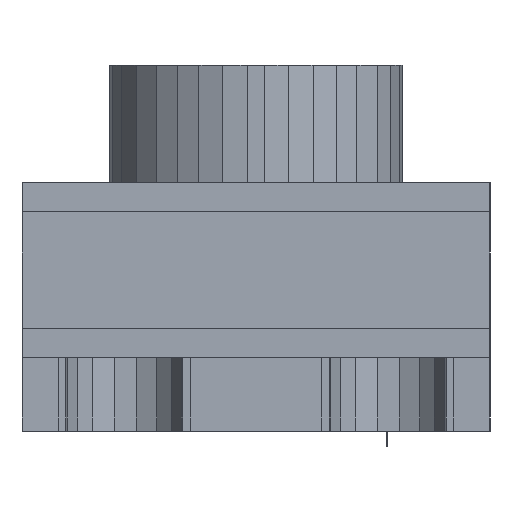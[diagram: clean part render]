
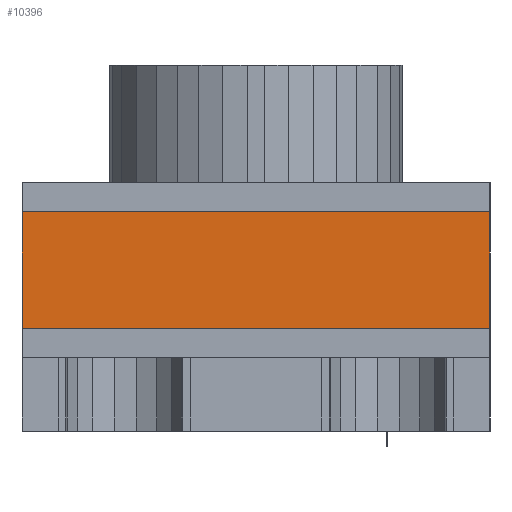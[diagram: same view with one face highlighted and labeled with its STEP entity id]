
A CAD part, left-side view. The second image highlights one B-rep face of the part: STEP entity #10396.
In plain terms, the highlighted planar face has unit normal (1, 0, 0).
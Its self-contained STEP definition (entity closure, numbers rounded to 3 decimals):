
#196 = VERTEX_POINT ( 'NONE', #8100 ) ;
#419 = LINE ( 'NONE', #1887, #1296 ) ;
#1000 = DIRECTION ( 'NONE',  ( 0., 0., -1. ) ) ;
#1218 = DIRECTION ( 'NONE',  ( 0., 0., -1. ) ) ;
#1296 = VECTOR ( 'NONE', #11020, 1000. ) ;
#1350 = VECTOR ( 'NONE', #1218, 1000. ) ;
#1887 = CARTESIAN_POINT ( 'NONE',  ( -2.45, -1.6, 0.8 ) ) ;
#2054 = VERTEX_POINT ( 'NONE', #8160 ) ;
#2207 = VERTEX_POINT ( 'NONE', #4404 ) ;
#2405 = EDGE_CURVE ( 'NONE', #2207, #2054, #10851, .T. ) ;
#2736 = EDGE_CURVE ( 'NONE', #2207, #4200, #419, .T. ) ;
#2796 = EDGE_CURVE ( 'NONE', #196, #2054, #5469, .T. ) ;
#2980 = VECTOR ( 'NONE', #10335, 1000. ) ;
#3519 = EDGE_CURVE ( 'NONE', #4200, #196, #9387, .T. ) ;
#3882 = CARTESIAN_POINT ( 'NONE',  ( -2.45, -1.6, 0. ) ) ;
#4071 = EDGE_LOOP ( 'NONE', ( #7678, #8047, #6022, #7741 ) ) ;
#4200 = VERTEX_POINT ( 'NONE', #10112 ) ;
#4393 = DIRECTION ( 'NONE',  ( -1., 0., 0. ) ) ;
#4404 = CARTESIAN_POINT ( 'NONE',  ( -2.45, -1.6, 0.8 ) ) ;
#5469 = LINE ( 'NONE', #8299, #2980 ) ;
#6022 = ORIENTED_EDGE ( 'NONE', *, *, #2405, .T. ) ;
#6253 = CARTESIAN_POINT ( 'NONE',  ( -2.45, -1.6, 0. ) ) ;
#6302 = VECTOR ( 'NONE', #1000, 1000. ) ;
#6790 = CARTESIAN_POINT ( 'NONE',  ( -2.45, 1.6, 0. ) ) ;
#7350 = AXIS2_PLACEMENT_3D ( 'NONE', #6253, #4393, #9997 ) ;
#7678 = ORIENTED_EDGE ( 'NONE', *, *, #3519, .F. ) ;
#7741 = ORIENTED_EDGE ( 'NONE', *, *, #2796, .F. ) ;
#8015 = PLANE ( 'NONE',  #7350 ) ;
#8047 = ORIENTED_EDGE ( 'NONE', *, *, #2736, .F. ) ;
#8100 = CARTESIAN_POINT ( 'NONE',  ( -2.45, 1.6, 0. ) ) ;
#8160 = CARTESIAN_POINT ( 'NONE',  ( -2.45, -1.6, 0. ) ) ;
#8299 = CARTESIAN_POINT ( 'NONE',  ( -2.45, -1.6, 0. ) ) ;
#8896 = FACE_OUTER_BOUND ( 'NONE', #4071, .T. ) ;
#9387 = LINE ( 'NONE', #6790, #1350 ) ;
#9997 = DIRECTION ( 'NONE',  ( 0., 0., 1. ) ) ;
#10112 = CARTESIAN_POINT ( 'NONE',  ( -2.45, 1.6, 0.8 ) ) ;
#10335 = DIRECTION ( 'NONE',  ( 0., -1., 0. ) ) ;
#10396 = ADVANCED_FACE ( 'NONE', ( #8896 ), #8015, .F. ) ;
#10851 = LINE ( 'NONE', #3882, #6302 ) ;
#11020 = DIRECTION ( 'NONE',  ( 0., 1., 0. ) ) ;
